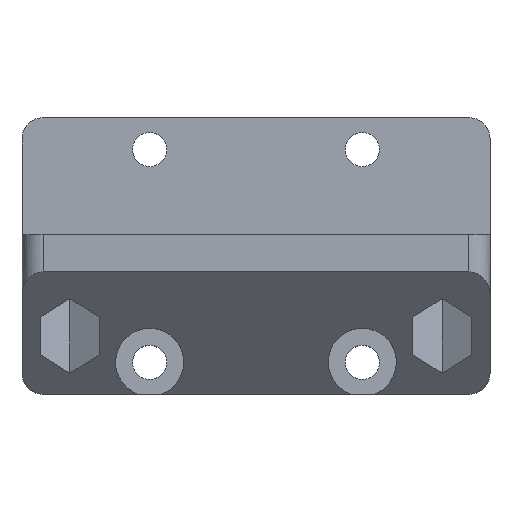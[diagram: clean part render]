
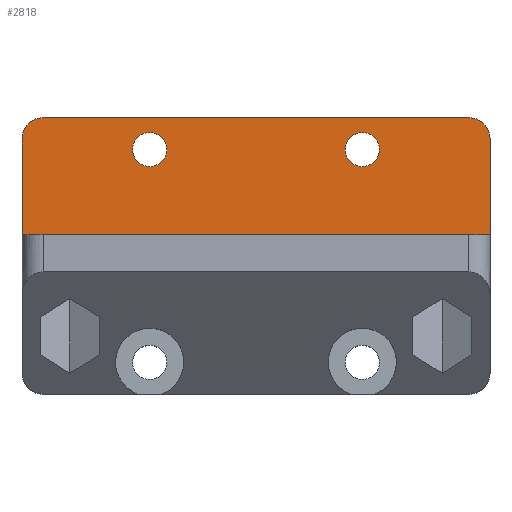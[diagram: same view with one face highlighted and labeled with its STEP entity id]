
A CAD part, top view. The second image highlights one B-rep face of the part: STEP entity #2818.
In plain terms, the highlighted planar face has unit normal (0, 0, 1).
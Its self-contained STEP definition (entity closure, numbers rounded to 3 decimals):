
#261 = PLANE('',#262);
#262 = AXIS2_PLACEMENT_3D('',#263,#264,#265);
#263 = CARTESIAN_POINT('',(-22.,-0.116,4.457));
#264 = DIRECTION('',(-1.,0.,0.));
#265 = DIRECTION('',(0.,-1.,0.));
#340 = PLANE('',#341);
#341 = AXIS2_PLACEMENT_3D('',#342,#343,#344);
#342 = CARTESIAN_POINT('',(22.,-0.116,4.457));
#343 = DIRECTION('',(1.,0.,0.));
#344 = DIRECTION('',(0.,1.,0.));
#369 = CYLINDRICAL_SURFACE('',#370,2.);
#370 = AXIS2_PLACEMENT_3D('',#371,#372,#373);
#371 = CARTESIAN_POINT('',(20.,11.,-0.));
#372 = DIRECTION('',(0.,0.,1.));
#373 = DIRECTION('',(1.,-0.,0.));
#397 = PLANE('',#398);
#398 = AXIS2_PLACEMENT_3D('',#399,#400,#401);
#399 = CARTESIAN_POINT('',(-22.,13.,0.));
#400 = DIRECTION('',(0.,1.,0.));
#401 = DIRECTION('',(0.,0.,1.));
#428 = CYLINDRICAL_SURFACE('',#429,2.);
#429 = AXIS2_PLACEMENT_3D('',#430,#431,#432);
#430 = CARTESIAN_POINT('',(-20.,11.,-0.));
#431 = DIRECTION('',(0.,0.,1.));
#432 = DIRECTION('',(-1.,-0.,0.));
#521 = CYLINDRICAL_SURFACE('',#522,1.6);
#522 = AXIS2_PLACEMENT_3D('',#523,#524,#525);
#523 = CARTESIAN_POINT('',(10.,10.,0.));
#524 = DIRECTION('',(0.,0.,1.));
#525 = DIRECTION('',(1.,0.,0.));
#552 = CYLINDRICAL_SURFACE('',#553,1.6);
#553 = AXIS2_PLACEMENT_3D('',#554,#555,#556);
#554 = CARTESIAN_POINT('',(-10.,10.,0.));
#555 = DIRECTION('',(0.,0.,1.));
#556 = DIRECTION('',(1.,0.,0.));
#1520 = VERTEX_POINT('',#1521);
#1521 = CARTESIAN_POINT('',(-22.,2.,3.5));
#1535 = PLANE('',#1536);
#1536 = AXIS2_PLACEMENT_3D('',#1537,#1538,#1539);
#1537 = CARTESIAN_POINT('',(-22.,2.,0.));
#1538 = DIRECTION('',(0.,-1.,0.));
#1539 = DIRECTION('',(0.,0.,1.));
#1547 = EDGE_CURVE('',#1520,#1548,#1550,.T.);
#1548 = VERTEX_POINT('',#1549);
#1549 = CARTESIAN_POINT('',(-22.,11.,3.5));
#1550 = SURFACE_CURVE('',#1551,(#1555,#1562),.PCURVE_S1.);
#1551 = LINE('',#1552,#1553);
#1552 = CARTESIAN_POINT('',(-22.,-13.,3.5));
#1553 = VECTOR('',#1554,1.);
#1554 = DIRECTION('',(0.,1.,0.));
#1555 = PCURVE('',#261,#1556);
#1556 = DEFINITIONAL_REPRESENTATION('',(#1557),#1561);
#1557 = LINE('',#1558,#1559);
#1558 = CARTESIAN_POINT('',(12.884,-0.957));
#1559 = VECTOR('',#1560,1.);
#1560 = DIRECTION('',(-1.,0.));
#1561 = ( GEOMETRIC_REPRESENTATION_CONTEXT(2) 
PARAMETRIC_REPRESENTATION_CONTEXT() REPRESENTATION_CONTEXT('2D SPACE',''
  ) );
#1562 = PCURVE('',#1563,#1568);
#1563 = PLANE('',#1564);
#1564 = AXIS2_PLACEMENT_3D('',#1565,#1566,#1567);
#1565 = CARTESIAN_POINT('',(-22.,-13.,3.5));
#1566 = DIRECTION('',(0.,0.,1.));
#1567 = DIRECTION('',(1.,0.,0.));
#1568 = DEFINITIONAL_REPRESENTATION('',(#1569),#1573);
#1569 = LINE('',#1570,#1571);
#1570 = CARTESIAN_POINT('',(0.,0.));
#1571 = VECTOR('',#1572,1.);
#1572 = DIRECTION('',(0.,1.));
#1573 = ( GEOMETRIC_REPRESENTATION_CONTEXT(2) 
PARAMETRIC_REPRESENTATION_CONTEXT() REPRESENTATION_CONTEXT('2D SPACE',''
  ) );
#1603 = VERTEX_POINT('',#1604);
#1604 = CARTESIAN_POINT('',(-20.,13.,3.5));
#1625 = EDGE_CURVE('',#1548,#1603,#1626,.T.);
#1626 = SURFACE_CURVE('',#1627,(#1632,#1639),.PCURVE_S1.);
#1627 = CIRCLE('',#1628,2.);
#1628 = AXIS2_PLACEMENT_3D('',#1629,#1630,#1631);
#1629 = CARTESIAN_POINT('',(-20.,11.,3.5));
#1630 = DIRECTION('',(-0.,-0.,-1.));
#1631 = DIRECTION('',(0.,-1.,0.));
#1632 = PCURVE('',#428,#1633);
#1633 = DEFINITIONAL_REPRESENTATION('',(#1634),#1638);
#1634 = LINE('',#1635,#1636);
#1635 = CARTESIAN_POINT('',(1.571,3.5));
#1636 = VECTOR('',#1637,1.);
#1637 = DIRECTION('',(-1.,0.));
#1638 = ( GEOMETRIC_REPRESENTATION_CONTEXT(2) 
PARAMETRIC_REPRESENTATION_CONTEXT() REPRESENTATION_CONTEXT('2D SPACE',''
  ) );
#1639 = PCURVE('',#1563,#1640);
#1640 = DEFINITIONAL_REPRESENTATION('',(#1641),#1649);
#1641 = ( BOUNDED_CURVE() B_SPLINE_CURVE(2,(#1642,#1643,#1644,#1645,
#1646,#1647,#1648),.UNSPECIFIED.,.T.,.F.) B_SPLINE_CURVE_WITH_KNOTS((1,2
    ,2,2,2,1),(-2.094,0.,2.094,4.189,
6.283,8.378),.UNSPECIFIED.) CURVE() 
GEOMETRIC_REPRESENTATION_ITEM() RATIONAL_B_SPLINE_CURVE((1.,0.5,1.,0.5,
1.,0.5,1.)) REPRESENTATION_ITEM('') );
#1642 = CARTESIAN_POINT('',(2.,22.));
#1643 = CARTESIAN_POINT('',(-1.464,22.));
#1644 = CARTESIAN_POINT('',(0.268,25.));
#1645 = CARTESIAN_POINT('',(2.,28.));
#1646 = CARTESIAN_POINT('',(3.732,25.));
#1647 = CARTESIAN_POINT('',(5.464,22.));
#1648 = CARTESIAN_POINT('',(2.,22.));
#1649 = ( GEOMETRIC_REPRESENTATION_CONTEXT(2) 
PARAMETRIC_REPRESENTATION_CONTEXT() REPRESENTATION_CONTEXT('2D SPACE',''
  ) );
#1657 = EDGE_CURVE('',#1603,#1658,#1660,.T.);
#1658 = VERTEX_POINT('',#1659);
#1659 = CARTESIAN_POINT('',(20.,13.,3.5));
#1660 = SURFACE_CURVE('',#1661,(#1665,#1672),.PCURVE_S1.);
#1661 = LINE('',#1662,#1663);
#1662 = CARTESIAN_POINT('',(-22.,13.,3.5));
#1663 = VECTOR('',#1664,1.);
#1664 = DIRECTION('',(1.,0.,0.));
#1665 = PCURVE('',#397,#1666);
#1666 = DEFINITIONAL_REPRESENTATION('',(#1667),#1671);
#1667 = LINE('',#1668,#1669);
#1668 = CARTESIAN_POINT('',(3.5,0.));
#1669 = VECTOR('',#1670,1.);
#1670 = DIRECTION('',(0.,1.));
#1671 = ( GEOMETRIC_REPRESENTATION_CONTEXT(2) 
PARAMETRIC_REPRESENTATION_CONTEXT() REPRESENTATION_CONTEXT('2D SPACE',''
  ) );
#1672 = PCURVE('',#1563,#1673);
#1673 = DEFINITIONAL_REPRESENTATION('',(#1674),#1678);
#1674 = LINE('',#1675,#1676);
#1675 = CARTESIAN_POINT('',(0.,26.));
#1676 = VECTOR('',#1677,1.);
#1677 = DIRECTION('',(1.,0.));
#1678 = ( GEOMETRIC_REPRESENTATION_CONTEXT(2) 
PARAMETRIC_REPRESENTATION_CONTEXT() REPRESENTATION_CONTEXT('2D SPACE',''
  ) );
#1706 = EDGE_CURVE('',#1707,#1658,#1709,.T.);
#1707 = VERTEX_POINT('',#1708);
#1708 = CARTESIAN_POINT('',(22.,11.,3.5));
#1709 = SURFACE_CURVE('',#1710,(#1715,#1722),.PCURVE_S1.);
#1710 = CIRCLE('',#1711,2.);
#1711 = AXIS2_PLACEMENT_3D('',#1712,#1713,#1714);
#1712 = CARTESIAN_POINT('',(20.,11.,3.5));
#1713 = DIRECTION('',(0.,0.,1.));
#1714 = DIRECTION('',(0.,-1.,0.));
#1715 = PCURVE('',#369,#1716);
#1716 = DEFINITIONAL_REPRESENTATION('',(#1717),#1721);
#1717 = LINE('',#1718,#1719);
#1718 = CARTESIAN_POINT('',(-1.571,3.5));
#1719 = VECTOR('',#1720,1.);
#1720 = DIRECTION('',(1.,0.));
#1721 = ( GEOMETRIC_REPRESENTATION_CONTEXT(2) 
PARAMETRIC_REPRESENTATION_CONTEXT() REPRESENTATION_CONTEXT('2D SPACE',''
  ) );
#1722 = PCURVE('',#1563,#1723);
#1723 = DEFINITIONAL_REPRESENTATION('',(#1724),#1728);
#1724 = CIRCLE('',#1725,2.);
#1725 = AXIS2_PLACEMENT_2D('',#1726,#1727);
#1726 = CARTESIAN_POINT('',(42.,24.));
#1727 = DIRECTION('',(0.,-1.));
#1728 = ( GEOMETRIC_REPRESENTATION_CONTEXT(2) 
PARAMETRIC_REPRESENTATION_CONTEXT() REPRESENTATION_CONTEXT('2D SPACE',''
  ) );
#1756 = EDGE_CURVE('',#1757,#1707,#1759,.T.);
#1757 = VERTEX_POINT('',#1758);
#1758 = CARTESIAN_POINT('',(22.,2.,3.5));
#1759 = SURFACE_CURVE('',#1760,(#1764,#1771),.PCURVE_S1.);
#1760 = LINE('',#1761,#1762);
#1761 = CARTESIAN_POINT('',(22.,-13.,3.5));
#1762 = VECTOR('',#1763,1.);
#1763 = DIRECTION('',(0.,1.,0.));
#1764 = PCURVE('',#340,#1765);
#1765 = DEFINITIONAL_REPRESENTATION('',(#1766),#1770);
#1766 = LINE('',#1767,#1768);
#1767 = CARTESIAN_POINT('',(-12.884,-0.957));
#1768 = VECTOR('',#1769,1.);
#1769 = DIRECTION('',(1.,0.));
#1770 = ( GEOMETRIC_REPRESENTATION_CONTEXT(2) 
PARAMETRIC_REPRESENTATION_CONTEXT() REPRESENTATION_CONTEXT('2D SPACE',''
  ) );
#1771 = PCURVE('',#1563,#1772);
#1772 = DEFINITIONAL_REPRESENTATION('',(#1773),#1777);
#1773 = LINE('',#1774,#1775);
#1774 = CARTESIAN_POINT('',(44.,0.));
#1775 = VECTOR('',#1776,1.);
#1776 = DIRECTION('',(0.,1.));
#1777 = ( GEOMETRIC_REPRESENTATION_CONTEXT(2) 
PARAMETRIC_REPRESENTATION_CONTEXT() REPRESENTATION_CONTEXT('2D SPACE',''
  ) );
#1882 = EDGE_CURVE('',#1883,#1883,#1885,.T.);
#1883 = VERTEX_POINT('',#1884);
#1884 = CARTESIAN_POINT('',(11.6,10.,3.5));
#1885 = SURFACE_CURVE('',#1886,(#1891,#1898),.PCURVE_S1.);
#1886 = CIRCLE('',#1887,1.6);
#1887 = AXIS2_PLACEMENT_3D('',#1888,#1889,#1890);
#1888 = CARTESIAN_POINT('',(10.,10.,3.5));
#1889 = DIRECTION('',(0.,0.,1.));
#1890 = DIRECTION('',(1.,0.,0.));
#1891 = PCURVE('',#521,#1892);
#1892 = DEFINITIONAL_REPRESENTATION('',(#1893),#1897);
#1893 = LINE('',#1894,#1895);
#1894 = CARTESIAN_POINT('',(0.,3.5));
#1895 = VECTOR('',#1896,1.);
#1896 = DIRECTION('',(1.,0.));
#1897 = ( GEOMETRIC_REPRESENTATION_CONTEXT(2) 
PARAMETRIC_REPRESENTATION_CONTEXT() REPRESENTATION_CONTEXT('2D SPACE',''
  ) );
#1898 = PCURVE('',#1563,#1899);
#1899 = DEFINITIONAL_REPRESENTATION('',(#1900),#1904);
#1900 = CIRCLE('',#1901,1.6);
#1901 = AXIS2_PLACEMENT_2D('',#1902,#1903);
#1902 = CARTESIAN_POINT('',(32.,23.));
#1903 = DIRECTION('',(1.,0.));
#1904 = ( GEOMETRIC_REPRESENTATION_CONTEXT(2) 
PARAMETRIC_REPRESENTATION_CONTEXT() REPRESENTATION_CONTEXT('2D SPACE',''
  ) );
#1932 = EDGE_CURVE('',#1933,#1933,#1935,.T.);
#1933 = VERTEX_POINT('',#1934);
#1934 = CARTESIAN_POINT('',(-8.4,10.,3.5));
#1935 = SURFACE_CURVE('',#1936,(#1941,#1948),.PCURVE_S1.);
#1936 = CIRCLE('',#1937,1.6);
#1937 = AXIS2_PLACEMENT_3D('',#1938,#1939,#1940);
#1938 = CARTESIAN_POINT('',(-10.,10.,3.5));
#1939 = DIRECTION('',(0.,0.,1.));
#1940 = DIRECTION('',(1.,0.,0.));
#1941 = PCURVE('',#552,#1942);
#1942 = DEFINITIONAL_REPRESENTATION('',(#1943),#1947);
#1943 = LINE('',#1944,#1945);
#1944 = CARTESIAN_POINT('',(0.,3.5));
#1945 = VECTOR('',#1946,1.);
#1946 = DIRECTION('',(1.,0.));
#1947 = ( GEOMETRIC_REPRESENTATION_CONTEXT(2) 
PARAMETRIC_REPRESENTATION_CONTEXT() REPRESENTATION_CONTEXT('2D SPACE',''
  ) );
#1948 = PCURVE('',#1563,#1949);
#1949 = DEFINITIONAL_REPRESENTATION('',(#1950),#1954);
#1950 = CIRCLE('',#1951,1.6);
#1951 = AXIS2_PLACEMENT_2D('',#1952,#1953);
#1952 = CARTESIAN_POINT('',(12.,23.));
#1953 = DIRECTION('',(1.,0.));
#1954 = ( GEOMETRIC_REPRESENTATION_CONTEXT(2) 
PARAMETRIC_REPRESENTATION_CONTEXT() REPRESENTATION_CONTEXT('2D SPACE',''
  ) );
#2726 = EDGE_CURVE('',#1520,#1757,#2727,.T.);
#2727 = SURFACE_CURVE('',#2728,(#2732,#2738),.PCURVE_S1.);
#2728 = LINE('',#2729,#2730);
#2729 = CARTESIAN_POINT('',(-22.,2.,3.5));
#2730 = VECTOR('',#2731,1.);
#2731 = DIRECTION('',(1.,0.,0.));
#2732 = PCURVE('',#1535,#2733);
#2733 = DEFINITIONAL_REPRESENTATION('',(#2734),#2737);
#2734 = B_SPLINE_CURVE_WITH_KNOTS('',1,(#2735,#2736),.UNSPECIFIED.,.F.,
  .F.,(2,2),(-4.4,48.4),.PIECEWISE_BEZIER_KNOTS.);
#2735 = CARTESIAN_POINT('',(3.5,4.4));
#2736 = CARTESIAN_POINT('',(3.5,-48.4));
#2737 = ( GEOMETRIC_REPRESENTATION_CONTEXT(2) 
PARAMETRIC_REPRESENTATION_CONTEXT() REPRESENTATION_CONTEXT('2D SPACE',''
  ) );
#2738 = PCURVE('',#1563,#2739);
#2739 = DEFINITIONAL_REPRESENTATION('',(#2740),#2743);
#2740 = B_SPLINE_CURVE_WITH_KNOTS('',1,(#2741,#2742),.UNSPECIFIED.,.F.,
  .F.,(2,2),(-4.4,48.4),.PIECEWISE_BEZIER_KNOTS.);
#2741 = CARTESIAN_POINT('',(-4.4,15.));
#2742 = CARTESIAN_POINT('',(48.4,15.));
#2743 = ( GEOMETRIC_REPRESENTATION_CONTEXT(2) 
PARAMETRIC_REPRESENTATION_CONTEXT() REPRESENTATION_CONTEXT('2D SPACE',''
  ) );
#2818 = ADVANCED_FACE('',(#2819,#2827,#2830),#1563,.T.);
#2819 = FACE_BOUND('',#2820,.T.);
#2820 = EDGE_LOOP('',(#2821,#2822,#2823,#2824,#2825,#2826));
#2821 = ORIENTED_EDGE('',*,*,#1547,.F.);
#2822 = ORIENTED_EDGE('',*,*,#2726,.T.);
#2823 = ORIENTED_EDGE('',*,*,#1756,.T.);
#2824 = ORIENTED_EDGE('',*,*,#1706,.T.);
#2825 = ORIENTED_EDGE('',*,*,#1657,.F.);
#2826 = ORIENTED_EDGE('',*,*,#1625,.F.);
#2827 = FACE_BOUND('',#2828,.T.);
#2828 = EDGE_LOOP('',(#2829));
#2829 = ORIENTED_EDGE('',*,*,#1932,.F.);
#2830 = FACE_BOUND('',#2831,.T.);
#2831 = EDGE_LOOP('',(#2832));
#2832 = ORIENTED_EDGE('',*,*,#1882,.F.);
